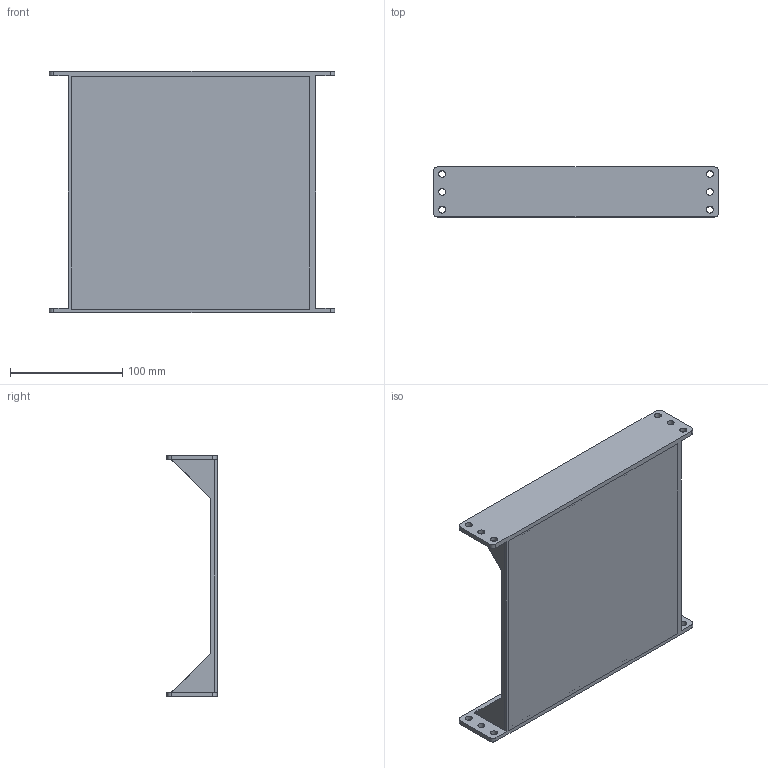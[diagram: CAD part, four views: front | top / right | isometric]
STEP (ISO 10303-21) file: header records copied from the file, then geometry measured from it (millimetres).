
FILE_DESCRIPTION(/* description */ ('','CAx-IF Rec.Pracs.---Representation and Presentation of Product Manufacturing Information (PMI)---4.0---2014-10-13'),/* implementation_level */ '2;1');
FILE_NAME(/* name */ '10_Inch_Rack-Bottom.step',/* time_stamp */ '2025-02-23T11:43:54+01:00',/* author */ (''),/* organization */ (''),/* preprocessor_version */ 'ST-DEVELOPER v20',/* originating_system */ 'Autodesk Translation Framework v13.20.0.188',/* authorisation */ '');
FILE_SCHEMA (('AP242_MANAGED_MODEL_BASED_3D_ENGINEERING_MIM_LF { 1 0 10303 442 1 1 4 }'));
Length unit declared in the file: millimetre
Products named in the file (1): 10_Inch_Rack-Top_Btm
Bounding box: 254.02 x 44.54 x 215 mm (x, y, z)
Volume: 146954.4 mm3; surface area: 148880.7 mm2
Topology: 1 solids, 1 shells, 118 faces, 305 edges, 190 vertices
Faces by surface type: plane 58, cylinder 52, torus 4, bspline 4
Full cylindrical faces by diameter (mm): 6.2 x12
Entity records: 3666 total; most frequent: CARTESIAN_POINT 646, DIRECTION 635, ORIENTED_EDGE 610, EDGE_CURVE 305, AXIS2_PLACEMENT_3D 215, LINE 205, VECTOR 205, VERTEX_POINT 190
